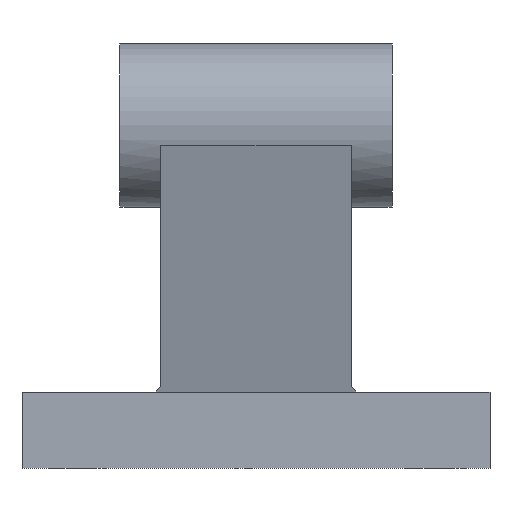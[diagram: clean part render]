
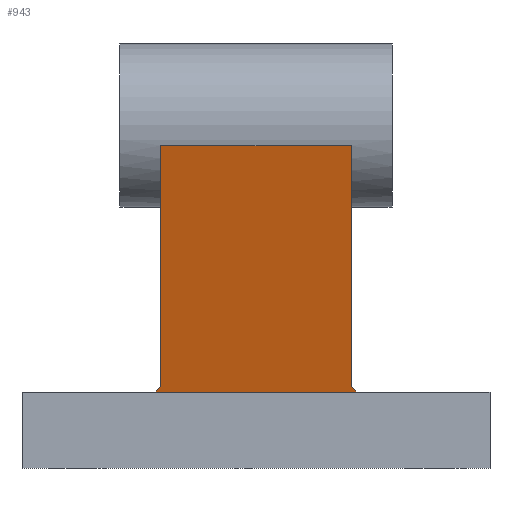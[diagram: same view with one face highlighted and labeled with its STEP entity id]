
A CAD part, left-side view. The second image highlights one B-rep face of the part: STEP entity #943.
In plain terms, the highlighted planar face has unit normal (-0.969, 0, -0.247).
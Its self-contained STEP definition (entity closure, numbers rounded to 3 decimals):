
#30 = AXIS2_PLACEMENT_3D ( 'NONE', #812, #699, #706 ) ;
#85 = EDGE_CURVE ( 'NONE', #1182, #1007, #190, .T. ) ;
#104 = EDGE_CURVE ( 'NONE', #1192, #1267, #288, .T. ) ;
#128 = EDGE_CURVE ( 'NONE', #1202, #1192, #527, .T. ) ;
#154 = EDGE_CURVE ( 'NONE', #1267, #1243, #602, .T. ) ;
#156 = EDGE_CURVE ( 'NONE', #1202, #1182, #629, .T. ) ;
#169 = EDGE_CURVE ( 'NONE', #1243, #1007, #615, .T. ) ;
#190 = LINE ( 'NONE', #1098, #413 ) ;
#191 = ORIENTED_EDGE ( 'NONE', *, *, #104, .T. ) ;
#202 = ORIENTED_EDGE ( 'NONE', *, *, #169, .T. ) ;
#225 = VECTOR ( 'NONE', #1234, 1000. ) ;
#253 = ORIENTED_EDGE ( 'NONE', *, *, #85, .F. ) ;
#258 = VECTOR ( 'NONE', #1199, 1000. ) ;
#288 = LINE ( 'NONE', #1236, #225 ) ;
#291 = ORIENTED_EDGE ( 'NONE', *, *, #128, .T. ) ;
#349 = EDGE_LOOP ( 'NONE', ( #191, #430, #202, #253, #396, #291 ) ) ;
#396 = ORIENTED_EDGE ( 'NONE', *, *, #156, .F. ) ;
#413 = VECTOR ( 'NONE', #1228, 1000. ) ;
#430 = ORIENTED_EDGE ( 'NONE', *, *, #154, .T. ) ;
#527 = LINE ( 'NONE', #1200, #258 ) ;
#585 = VECTOR ( 'NONE', #1009, 1000. ) ;
#602 = LINE ( 'NONE', #1111, #660 ) ;
#605 = VECTOR ( 'NONE', #779, 1000. ) ;
#615 = LINE ( 'NONE', #1057, #605 ) ;
#629 = LINE ( 'NONE', #1119, #585 ) ;
#635 = FACE_OUTER_BOUND ( 'NONE', #349, .T. ) ;
#660 = VECTOR ( 'NONE', #1181, 1000. ) ;
#699 = DIRECTION ( 'NONE',  ( 0.969, 0., 0.247 ) ) ;
#706 = DIRECTION ( 'NONE',  ( 0.247, 0., -0.969 ) ) ;
#730 = PLANE ( 'NONE',  #30 ) ;
#779 = DIRECTION ( 'NONE',  ( -0.247, 0., 0.969 ) ) ;
#812 = CARTESIAN_POINT ( 'NONE',  ( -10.497, 60.5, 55.218 ) ) ;
#817 = CARTESIAN_POINT ( 'NONE',  ( -0.255, 25.5, 15. ) ) ;
#837 = CARTESIAN_POINT ( 'NONE',  ( -0.255, 60.5, 15. ) ) ;
#844 = CARTESIAN_POINT ( 'NONE',  ( 0., 61.5, 14. ) ) ;
#862 = CARTESIAN_POINT ( 'NONE',  ( -11.536, 60.5, 59.298 ) ) ;
#922 = CARTESIAN_POINT ( 'NONE',  ( -11.536, 25.5, 59.298 ) ) ;
#943 = ADVANCED_FACE ( 'NONE', ( #635 ), #730, .F. ) ;
#985 = CARTESIAN_POINT ( 'NONE',  ( 0., 24.5, 14. ) ) ;
#1007 = VERTEX_POINT ( 'NONE', #922 ) ;
#1009 = DIRECTION ( 'NONE',  ( -0.247, 0., 0.969 ) ) ;
#1057 = CARTESIAN_POINT ( 'NONE',  ( -10.497, 25.5, 55.218 ) ) ;
#1098 = CARTESIAN_POINT ( 'NONE',  ( -11.536, 60.5, 59.298 ) ) ;
#1111 = CARTESIAN_POINT ( 'NONE',  ( -9.853, 63.191, 52.691 ) ) ;
#1119 = CARTESIAN_POINT ( 'NONE',  ( -10.497, 60.5, 55.218 ) ) ;
#1181 = DIRECTION ( 'NONE',  ( -0.177, 0.696, 0.696 ) ) ;
#1182 = VERTEX_POINT ( 'NONE', #862 ) ;
#1192 = VERTEX_POINT ( 'NONE', #844 ) ;
#1199 = DIRECTION ( 'NONE',  ( 0.177, 0.696, -0.696 ) ) ;
#1200 = CARTESIAN_POINT ( 'NONE',  ( -5.537, 39.759, 35.741 ) ) ;
#1202 = VERTEX_POINT ( 'NONE', #837 ) ;
#1228 = DIRECTION ( 'NONE',  ( 0., -1., 0. ) ) ;
#1234 = DIRECTION ( 'NONE',  ( 0., -1., 0. ) ) ;
#1236 = CARTESIAN_POINT ( 'NONE',  ( 0., 60.5, 14. ) ) ;
#1243 = VERTEX_POINT ( 'NONE', #817 ) ;
#1267 = VERTEX_POINT ( 'NONE', #985 ) ;
